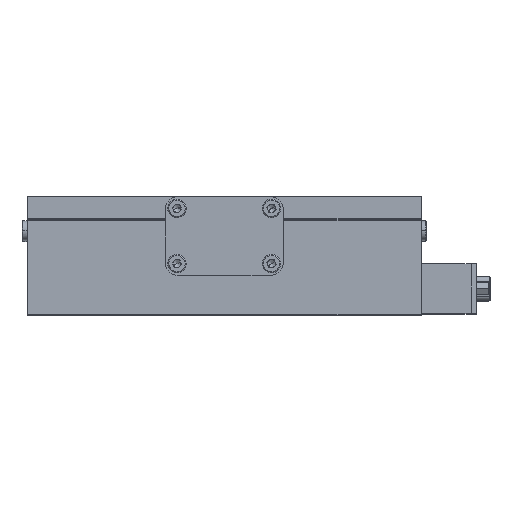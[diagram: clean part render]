
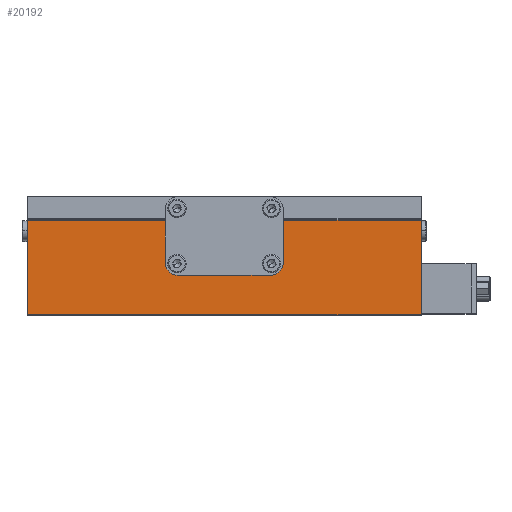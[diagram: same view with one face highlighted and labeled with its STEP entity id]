
A CAD part, top view. The second image highlights one B-rep face of the part: STEP entity #20192.
In plain terms, the highlighted planar face has unit normal (0, 0, 1).
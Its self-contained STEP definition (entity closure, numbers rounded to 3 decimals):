
#151 = VECTOR ( 'NONE', #8700, 1000. ) ;
#166 = PLANE ( 'NONE',  #15698 ) ;
#1564 = DIRECTION ( 'NONE',  ( 0., 0., 1. ) ) ;
#3163 = DIRECTION ( 'NONE',  ( 0., 0., 1. ) ) ;
#3293 = CARTESIAN_POINT ( 'NONE',  ( -19.65, 19.5, 65. ) ) ;
#4036 = DIRECTION ( 'NONE',  ( 0., 0., -1. ) ) ;
#4192 = DIRECTION ( 'NONE',  ( -1., 0., 0. ) ) ;
#5256 = CARTESIAN_POINT ( 'NONE',  ( 18., 19.5, 65. ) ) ;
#5331 = EDGE_LOOP ( 'NONE', ( #29139, #32367, #24502, #30333 ) ) ;
#5767 = ORIENTED_EDGE ( 'NONE', *, *, #7343, .F. ) ;
#6731 = CARTESIAN_POINT ( 'NONE',  ( -18., 19.5, 65. ) ) ;
#7343 = EDGE_CURVE ( 'NONE', #46276, #11821, #17538, .T. ) ;
#7874 = DIRECTION ( 'NONE',  ( 1., 0., 0. ) ) ;
#8700 = DIRECTION ( 'NONE',  ( -1., 0., 0. ) ) ;
#10366 = LINE ( 'NONE', #31601, #151 ) ;
#10707 = VECTOR ( 'NONE', #24400, 1000. ) ;
#11800 = AXIS2_PLACEMENT_3D ( 'NONE', #41752, #22034, #41103 ) ;
#11821 = VERTEX_POINT ( 'NONE', #21662 ) ;
#12541 = CARTESIAN_POINT ( 'NONE',  ( 16.35, 19.5, 65. ) ) ;
#13868 = EDGE_CURVE ( 'NONE', #31839, #39241, #25451, .T. ) ;
#13969 = DIRECTION ( 'NONE',  ( 0., -1., 0. ) ) ;
#14772 = EDGE_CURVE ( 'NONE', #41380, #31839, #10366, .T. ) ;
#15316 = DIRECTION ( 'NONE',  ( -1., 0., 0. ) ) ;
#15698 = AXIS2_PLACEMENT_3D ( 'NONE', #30252, #4036, #15316 ) ;
#15759 = CARTESIAN_POINT ( 'NONE',  ( -18., 19.5, 65. ) ) ;
#17538 = CIRCLE ( 'NONE', #11800, 1.65 ) ;
#17574 = VECTOR ( 'NONE', #4192, 1000. ) ;
#17660 = FACE_BOUND ( 'NONE', #44132, .T. ) ;
#18748 = LINE ( 'NONE', #19392, #17574 ) ;
#19392 = CARTESIAN_POINT ( 'NONE',  ( 75., 0., 65. ) ) ;
#19442 = VECTOR ( 'NONE', #13969, 1000. ) ;
#19787 = CARTESIAN_POINT ( 'NONE',  ( 75., 0., 65. ) ) ;
#20192 = ADVANCED_FACE ( 'NONE', ( #17660, #24781, #31993 ), #166, .F. ) ;
#20860 = LINE ( 'NONE', #32097, #10707 ) ;
#21645 = CARTESIAN_POINT ( 'NONE',  ( -75., 0., 65. ) ) ;
#21662 = CARTESIAN_POINT ( 'NONE',  ( 19.65, 19.5, 65. ) ) ;
#21945 = EDGE_LOOP ( 'NONE', ( #47046, #5767 ) ) ;
#22034 = DIRECTION ( 'NONE',  ( 0., 0., 1. ) ) ;
#23065 = DIRECTION ( 'NONE',  ( 0., 0., 1. ) ) ;
#24400 = DIRECTION ( 'NONE',  ( 0., -1., 0. ) ) ;
#24502 = ORIENTED_EDGE ( 'NONE', *, *, #38589, .F. ) ;
#24781 = FACE_BOUND ( 'NONE', #21945, .T. ) ;
#25451 = LINE ( 'NONE', #33117, #19442 ) ;
#28017 = AXIS2_PLACEMENT_3D ( 'NONE', #5256, #1564, #31836 ) ;
#29139 = ORIENTED_EDGE ( 'NONE', *, *, #13868, .T. ) ;
#29371 = AXIS2_PLACEMENT_3D ( 'NONE', #6731, #3163, #36821 ) ;
#30252 = CARTESIAN_POINT ( 'NONE',  ( 75., 0., 65. ) ) ;
#30333 = ORIENTED_EDGE ( 'NONE', *, *, #14772, .T. ) ;
#30554 = VERTEX_POINT ( 'NONE', #37897 ) ;
#31601 = CARTESIAN_POINT ( 'NONE',  ( 75., 36., 65. ) ) ;
#31836 = DIRECTION ( 'NONE',  ( 1., 0., 0. ) ) ;
#31839 = VERTEX_POINT ( 'NONE', #38094 ) ;
#31993 = FACE_OUTER_BOUND ( 'NONE', #5331, .T. ) ;
#32097 = CARTESIAN_POINT ( 'NONE',  ( 75., 0., 65. ) ) ;
#32367 = ORIENTED_EDGE ( 'NONE', *, *, #41078, .F. ) ;
#33117 = CARTESIAN_POINT ( 'NONE',  ( -75., 0., 65. ) ) ;
#34088 = VERTEX_POINT ( 'NONE', #19787 ) ;
#34878 = AXIS2_PLACEMENT_3D ( 'NONE', #15759, #23065, #7874 ) ;
#35574 = ORIENTED_EDGE ( 'NONE', *, *, #46629, .F. ) ;
#36297 = CIRCLE ( 'NONE', #34878, 1.65 ) ;
#36821 = DIRECTION ( 'NONE',  ( 1., 0., 0. ) ) ;
#37897 = CARTESIAN_POINT ( 'NONE',  ( -16.35, 19.5, 65. ) ) ;
#38094 = CARTESIAN_POINT ( 'NONE',  ( -75., 36., 65. ) ) ;
#38589 = EDGE_CURVE ( 'NONE', #41380, #34088, #20860, .T. ) ;
#39241 = VERTEX_POINT ( 'NONE', #21645 ) ;
#41078 = EDGE_CURVE ( 'NONE', #34088, #39241, #18748, .T. ) ;
#41103 = DIRECTION ( 'NONE',  ( 1., 0., 0. ) ) ;
#41380 = VERTEX_POINT ( 'NONE', #42108 ) ;
#41752 = CARTESIAN_POINT ( 'NONE',  ( 18., 19.5, 65. ) ) ;
#42108 = CARTESIAN_POINT ( 'NONE',  ( 75., 36., 65. ) ) ;
#43512 = CIRCLE ( 'NONE', #28017, 1.65 ) ;
#44132 = EDGE_LOOP ( 'NONE', ( #49117, #35574 ) ) ;
#44830 = VERTEX_POINT ( 'NONE', #3293 ) ;
#45907 = EDGE_CURVE ( 'NONE', #30554, #44830, #49443, .T. ) ;
#46276 = VERTEX_POINT ( 'NONE', #12541 ) ;
#46629 = EDGE_CURVE ( 'NONE', #44830, #30554, #36297, .T. ) ;
#47046 = ORIENTED_EDGE ( 'NONE', *, *, #49212, .F. ) ;
#49117 = ORIENTED_EDGE ( 'NONE', *, *, #45907, .F. ) ;
#49212 = EDGE_CURVE ( 'NONE', #11821, #46276, #43512, .T. ) ;
#49443 = CIRCLE ( 'NONE', #29371, 1.65 ) ;
